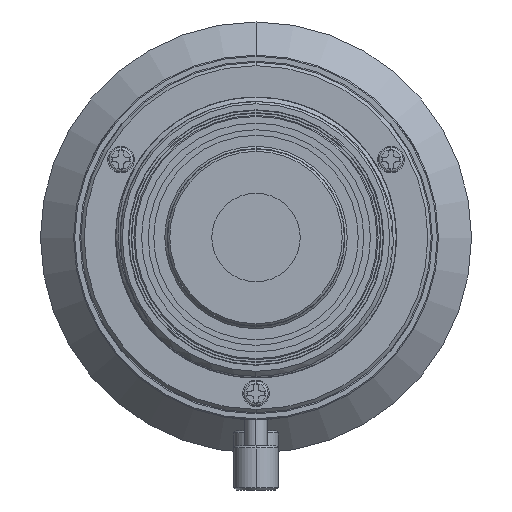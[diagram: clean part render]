
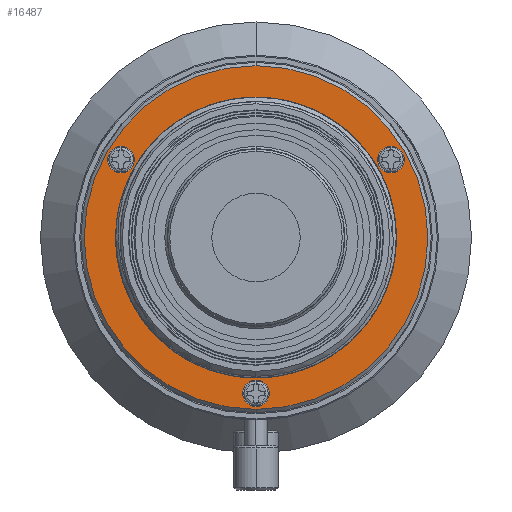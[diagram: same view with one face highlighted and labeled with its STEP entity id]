
A CAD part, front view. The second image highlights one B-rep face of the part: STEP entity #16487.
In plain terms, the highlighted planar face has unit normal (0, -1, 0).
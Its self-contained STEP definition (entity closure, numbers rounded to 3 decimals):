
#15184=CARTESIAN_POINT('',(0.,-2.674,0.));
#15185=DIRECTION('',(0.,1.,0.));
#15186=DIRECTION('',(0.,0.,-1.));
#15187=AXIS2_PLACEMENT_3D('',#15184,#15185,#15186);
#15189=CARTESIAN_POINT('',(0.,-2.674,0.));
#15190=DIRECTION('',(0.,1.,0.));
#15191=DIRECTION('',(0.,0.,1.));
#15192=AXIS2_PLACEMENT_3D('',#15189,#15190,#15191);
#15194=CARTESIAN_POINT('',(0.,-2.674,0.));
#15195=DIRECTION('',(0.,-1.,0.));
#15196=DIRECTION('',(0.,0.,1.));
#15197=AXIS2_PLACEMENT_3D('',#15194,#15195,#15196);
#15199=CARTESIAN_POINT('',(0.,-2.674,0.));
#15200=DIRECTION('',(0.,-1.,0.));
#15201=DIRECTION('',(0.,0.,-1.));
#15202=AXIS2_PLACEMENT_3D('',#15199,#15200,#15201);
#15204=CARTESIAN_POINT('',(0.,-2.674,-14.1));
#15205=DIRECTION('',(0.,-1.,0.));
#15206=DIRECTION('',(0.,0.,-1.));
#15207=AXIS2_PLACEMENT_3D('',#15204,#15205,#15206);
#15209=CARTESIAN_POINT('',(0.,-2.674,-14.1));
#15210=DIRECTION('',(0.,-1.,0.));
#15211=DIRECTION('',(0.,0.,1.));
#15212=AXIS2_PLACEMENT_3D('',#15209,#15210,#15211);
#15214=CARTESIAN_POINT('',(12.211,-2.674,7.05));
#15215=DIRECTION('',(0.,-1.,0.));
#15216=DIRECTION('',(0.866,0.,0.5));
#15217=AXIS2_PLACEMENT_3D('',#15214,#15215,#15216);
#15219=CARTESIAN_POINT('',(12.211,-2.674,7.05));
#15220=DIRECTION('',(0.,-1.,0.));
#15221=DIRECTION('',(-0.866,0.,-0.5));
#15222=AXIS2_PLACEMENT_3D('',#15219,#15220,#15221);
#15224=CARTESIAN_POINT('',(-12.211,-2.674,7.05));
#15225=DIRECTION('',(0.,-1.,0.));
#15226=DIRECTION('',(-0.866,0.,0.5));
#15227=AXIS2_PLACEMENT_3D('',#15224,#15225,#15226);
#15229=CARTESIAN_POINT('',(-12.211,-2.674,7.05));
#15230=DIRECTION('',(0.,-1.,0.));
#15231=DIRECTION('',(0.866,0.,-0.5));
#15232=AXIS2_PLACEMENT_3D('',#15229,#15230,#15231);
#16222=CARTESIAN_POINT('',(0.,-2.674,15.55));
#16223=VERTEX_POINT('',#16222);
#16224=CARTESIAN_POINT('',(0.,-2.674,-15.55));
#16225=VERTEX_POINT('',#16224);
#16226=CARTESIAN_POINT('',(0.,-2.674,12.1));
#16227=CARTESIAN_POINT('',(0.,-2.674,-12.1));
#16228=VERTEX_POINT('',#16226);
#16229=VERTEX_POINT('',#16227);
#16230=CARTESIAN_POINT('',(0.,-2.674,-15.3));
#16231=CARTESIAN_POINT('',(0.,-2.674,-12.9));
#16232=VERTEX_POINT('',#16230);
#16233=VERTEX_POINT('',#16231);
#16234=CARTESIAN_POINT('',(13.25,-2.674,7.65));
#16235=CARTESIAN_POINT('',(11.172,-2.674,6.45));
#16236=VERTEX_POINT('',#16234);
#16237=VERTEX_POINT('',#16235);
#16238=CARTESIAN_POINT('',(-13.25,-2.674,7.65));
#16239=CARTESIAN_POINT('',(-11.172,-2.674,6.45));
#16240=VERTEX_POINT('',#16238);
#16241=VERTEX_POINT('',#16239);
#16454=CARTESIAN_POINT('',(0.,-2.674,0.));
#16455=DIRECTION('',(0.,-1.,0.));
#16456=DIRECTION('',(0.,0.,1.));
#16457=AXIS2_PLACEMENT_3D('',#16454,#16455,#16456);
#16458=PLANE('',#16457);
#16459=ORIENTED_EDGE('',*,*,#16434,.T.);
#16460=ORIENTED_EDGE('',*,*,#16448,.T.);
#16461=EDGE_LOOP('',(#16459,#16460));
#16462=FACE_OUTER_BOUND('',#16461,.F.);
#16464=ORIENTED_EDGE('',*,*,#16463,.T.);
#16466=ORIENTED_EDGE('',*,*,#16465,.T.);
#16467=EDGE_LOOP('',(#16464,#16466));
#16468=FACE_BOUND('',#16467,.F.);
#16470=ORIENTED_EDGE('',*,*,#16469,.T.);
#16472=ORIENTED_EDGE('',*,*,#16471,.T.);
#16473=EDGE_LOOP('',(#16470,#16472));
#16474=FACE_BOUND('',#16473,.F.);
#16476=ORIENTED_EDGE('',*,*,#16475,.T.);
#16478=ORIENTED_EDGE('',*,*,#16477,.T.);
#16479=EDGE_LOOP('',(#16476,#16478));
#16480=FACE_BOUND('',#16479,.F.);
#16482=ORIENTED_EDGE('',*,*,#16481,.T.);
#16484=ORIENTED_EDGE('',*,*,#16483,.T.);
#16485=EDGE_LOOP('',(#16482,#16484));
#16486=FACE_BOUND('',#16485,.F.);
#16487=ADVANCED_FACE('',(#16462,#16468,#16474,#16480,#16486),#16458,.T.);
#15188=CIRCLE('',#15187,15.55);
#15193=CIRCLE('',#15192,15.55);
#15198=CIRCLE('',#15197,12.1);
#15203=CIRCLE('',#15202,12.1);
#15208=CIRCLE('',#15207,1.2);
#15213=CIRCLE('',#15212,1.2);
#15218=CIRCLE('',#15217,1.2);
#15223=CIRCLE('',#15222,1.2);
#15228=CIRCLE('',#15227,1.2);
#15233=CIRCLE('',#15232,1.2);
#16434=EDGE_CURVE('',#16225,#16223,#15188,.T.);
#16448=EDGE_CURVE('',#16223,#16225,#15193,.T.);
#16463=EDGE_CURVE('',#16228,#16229,#15198,.T.);
#16465=EDGE_CURVE('',#16229,#16228,#15203,.T.);
#16469=EDGE_CURVE('',#16232,#16233,#15208,.T.);
#16471=EDGE_CURVE('',#16233,#16232,#15213,.T.);
#16475=EDGE_CURVE('',#16236,#16237,#15218,.T.);
#16477=EDGE_CURVE('',#16237,#16236,#15223,.T.);
#16481=EDGE_CURVE('',#16240,#16241,#15228,.T.);
#16483=EDGE_CURVE('',#16241,#16240,#15233,.T.);
